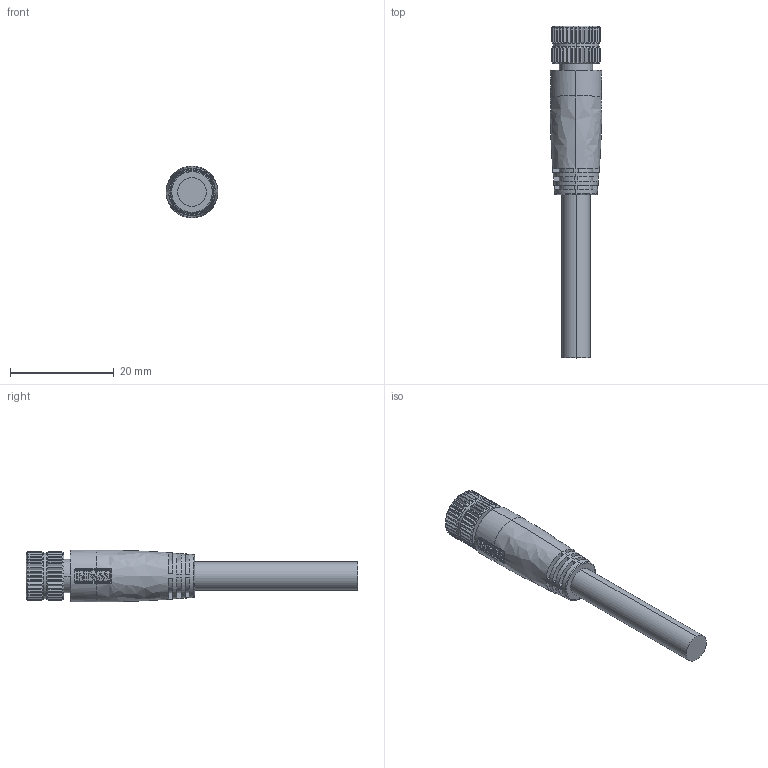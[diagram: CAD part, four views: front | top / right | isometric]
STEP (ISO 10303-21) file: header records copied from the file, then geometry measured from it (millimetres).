
FILE_DESCRIPTION((''),'2;1');
FILE_NAME('3D_M8-F04-T-L-PVC-SH_V1_0','2024-01-29T',('12524'),(''),'PRO/ENGINEER BY PARAMETRIC TECHNOLOGY CORPORATION, 2012480','PRO/ENGINEER BY PARAMETRIC TECHNOLOGY CORPORATION, 2012480','');
FILE_SCHEMA(('CONFIG_CONTROL_DESIGN'));
Length unit declared in the file: millimetre
Products named in the file (1): 3D_M8-F04-T-L-PVC-SH_V1_0
Bounding box: 10 x 64.02 x 10 mm (x, y, z)
Volume: 2775.4 mm3; surface area: 2554.2 mm2
Topology: 1 solids, 5 shells, 602 faces, 1628 edges, 1064 vertices
Faces by surface type: plane 324, cylinder 175, cone 44, bspline 37, torus 20, extrusion 2
Entity records: 23128 total; most frequent: CARTESIAN_POINT 9161, ORIENTED_EDGE 3256, DIRECTION 2404, EDGE_CURVE 1628, VERTEX_POINT 1064, AXIS2_PLACEMENT_3D 923, B_SPLINE_CURVE_WITH_KNOTS 714, EDGE_LOOP 638
